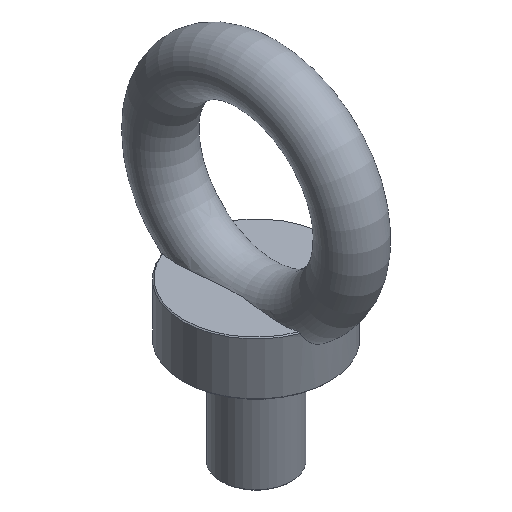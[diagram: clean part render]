
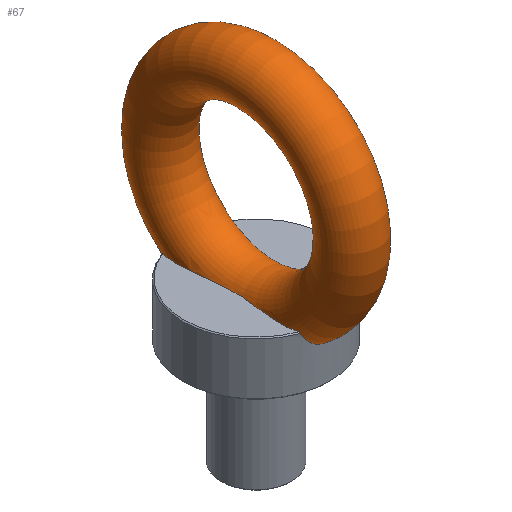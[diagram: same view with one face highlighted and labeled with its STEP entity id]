
A CAD part, isometric view. The second image highlights one B-rep face of the part: STEP entity #67.
In plain terms, the highlighted toroidal (fillet/blend) face has major radius 49 mm and minor radius 14 mm.
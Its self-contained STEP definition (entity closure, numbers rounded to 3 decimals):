
#42=TOROIDAL_SURFACE('',#197,49.,14.);
#56=FACE_OUTER_BOUND('',#103,.T.);
#67=ADVANCED_FACE('',(#56),#42,.T.);
#70=B_SPLINE_CURVE_WITH_KNOTS('',3,(#243,#244,#245,#246,#247,#248,#249,
#250,#251,#252),.UNSPECIFIED.,.F.,.F.,(4,2,2,2,4),(0.,0.25,0.5,0.75,1.),
 .UNSPECIFIED.);
#71=B_SPLINE_CURVE_WITH_KNOTS('',3,(#257,#258,#259,#260,#261,#262,#263,
#264,#265,#266),.UNSPECIFIED.,.F.,.F.,(4,2,2,2,4),(0.,0.25,0.5,0.75,1.),
 .UNSPECIFIED.);
#72=B_SPLINE_CURVE_WITH_KNOTS('',3,(#273,#274,#275,#276,#277,#278,#279,
#280,#281,#282,#283,#284),.UNSPECIFIED.,.F.,.F.,(4,2,2,2,2,4),(0.,0.25,
0.5,0.75,0.875,1.),.UNSPECIFIED.);
#73=B_SPLINE_CURVE_WITH_KNOTS('',3,(#289,#290,#291,#292,#293,#294,#295,
#296,#297,#298,#299,#300,#301,#302,#303,#304,#305,#306),.UNSPECIFIED.,.F.,
 .F.,(4,2,2,2,2,2,2,2,4),(0.,0.125,0.25,0.375,0.438,0.5,0.75,0.875,1.),
 .UNSPECIFIED.);
#74=B_SPLINE_CURVE_WITH_KNOTS('',3,(#308,#309,#310,#311),.UNSPECIFIED.,
 .F.,.F.,(4,4),(0.,1.),.UNSPECIFIED.);
#75=B_SPLINE_CURVE_WITH_KNOTS('',3,(#312,#313,#314,#315),.UNSPECIFIED.,
 .F.,.F.,(4,4),(0.,1.),.UNSPECIFIED.);
#76=B_SPLINE_CURVE_WITH_KNOTS('',3,(#317,#318,#319,#320),.UNSPECIFIED.,
 .F.,.F.,(4,4),(0.,1.),.UNSPECIFIED.);
#77=B_SPLINE_CURVE_WITH_KNOTS('',3,(#321,#322,#323,#324),.UNSPECIFIED.,
 .F.,.F.,(4,4),(0.,1.),.UNSPECIFIED.);
#103=EDGE_LOOP('',(#130,#131,#132,#133,#134,#135,#136,#137));
#130=ORIENTED_EDGE('',*,*,#152,.T.);
#131=ORIENTED_EDGE('',*,*,#163,.T.);
#132=ORIENTED_EDGE('',*,*,#159,.F.);
#133=ORIENTED_EDGE('',*,*,#162,.T.);
#134=ORIENTED_EDGE('',*,*,#154,.T.);
#135=ORIENTED_EDGE('',*,*,#161,.T.);
#136=ORIENTED_EDGE('',*,*,#157,.F.);
#137=ORIENTED_EDGE('',*,*,#160,.T.);
#139=VERTEX_POINT('',#253);
#140=VERTEX_POINT('',#254);
#141=VERTEX_POINT('',#256);
#142=VERTEX_POINT('',#267);
#143=VERTEX_POINT('',#271);
#144=VERTEX_POINT('',#272);
#145=VERTEX_POINT('',#287);
#146=VERTEX_POINT('',#288);
#152=EDGE_CURVE('',#139,#140,#70,.T.);
#154=EDGE_CURVE('',#142,#141,#71,.T.);
#157=EDGE_CURVE('',#144,#143,#72,.T.);
#159=EDGE_CURVE('',#146,#145,#73,.T.);
#160=EDGE_CURVE('',#144,#139,#74,.T.);
#161=EDGE_CURVE('',#141,#143,#75,.T.);
#162=EDGE_CURVE('',#146,#142,#76,.T.);
#163=EDGE_CURVE('',#140,#145,#77,.T.);
#197=AXIS2_PLACEMENT_3D('',#339,#238,#239);
#238=DIRECTION('',(1.,0.,0.));
#239=DIRECTION('',(0.,0.,-1.));
#243=CARTESIAN_POINT('',(12.719,35.277,27.));
#244=CARTESIAN_POINT('',(11.709,35.641,24.438));
#245=CARTESIAN_POINT('',(10.008,36.212,22.223));
#246=CARTESIAN_POINT('',(5.521,37.162,19.188));
#247=CARTESIAN_POINT('',(2.753,37.499,18.378));
#248=CARTESIAN_POINT('',(-2.735,37.501,18.375));
#249=CARTESIAN_POINT('',(-5.51,37.164,19.185));
#250=CARTESIAN_POINT('',(-9.991,36.217,22.207));
#251=CARTESIAN_POINT('',(-11.709,35.641,24.436));
#252=CARTESIAN_POINT('',(-12.719,35.277,27.));
#253=CARTESIAN_POINT('',(12.719,35.277,27.));
#254=CARTESIAN_POINT('',(-12.719,35.277,27.));
#256=CARTESIAN_POINT('',(12.719,-35.277,27.));
#257=CARTESIAN_POINT('',(-12.719,-35.277,27.));
#258=CARTESIAN_POINT('',(-11.709,-35.641,24.438));
#259=CARTESIAN_POINT('',(-10.008,-36.212,22.223));
#260=CARTESIAN_POINT('',(-5.521,-37.162,19.188));
#261=CARTESIAN_POINT('',(-2.753,-37.499,18.378));
#262=CARTESIAN_POINT('',(2.735,-37.501,18.375));
#263=CARTESIAN_POINT('',(5.51,-37.164,19.185));
#264=CARTESIAN_POINT('',(9.991,-36.217,22.207));
#265=CARTESIAN_POINT('',(11.709,-35.641,24.436));
#266=CARTESIAN_POINT('',(12.719,-35.277,27.));
#267=CARTESIAN_POINT('',(-12.719,-35.277,27.));
#271=CARTESIAN_POINT('',(13.06,-34.618,27.5));
#272=CARTESIAN_POINT('',(13.06,34.618,27.5));
#273=CARTESIAN_POINT('',(13.06,34.618,27.5));
#274=CARTESIAN_POINT('',(14.448,29.008,27.5));
#275=CARTESIAN_POINT('',(14.083,23.202,27.5));
#276=CARTESIAN_POINT('',(12.766,11.737,27.5));
#277=CARTESIAN_POINT('',(11.844,6.021,27.5));
#278=CARTESIAN_POINT('',(11.8,-5.525,27.5));
#279=CARTESIAN_POINT('',(12.708,-11.338,27.5));
#280=CARTESIAN_POINT('',(13.724,-20.031,27.5));
#281=CARTESIAN_POINT('',(13.987,-22.933,27.5));
#282=CARTESIAN_POINT('',(14.012,-28.758,27.5));
#283=CARTESIAN_POINT('',(13.778,-31.715,27.5));
#284=CARTESIAN_POINT('',(13.06,-34.618,27.5));
#287=CARTESIAN_POINT('',(-13.06,34.618,27.5));
#288=CARTESIAN_POINT('',(-13.06,-34.618,27.5));
#289=CARTESIAN_POINT('',(-13.06,-34.618,27.5));
#290=CARTESIAN_POINT('',(-13.766,-31.766,27.5));
#291=CARTESIAN_POINT('',(-14.012,-28.784,27.5));
#292=CARTESIAN_POINT('',(-13.987,-22.895,27.5));
#293=CARTESIAN_POINT('',(-13.718,-19.959,27.5));
#294=CARTESIAN_POINT('',(-13.028,-14.093,27.5));
#295=CARTESIAN_POINT('',(-12.608,-11.167,27.5));
#296=CARTESIAN_POINT('',(-12.142,-6.763,27.5));
#297=CARTESIAN_POINT('',(-12.014,-5.292,27.5));
#298=CARTESIAN_POINT('',(-11.848,-2.343,27.5));
#299=CARTESIAN_POINT('',(-11.811,-0.831,27.5));
#300=CARTESIAN_POINT('',(-11.876,6.303,27.5));
#301=CARTESIAN_POINT('',(-12.795,11.944,27.5));
#302=CARTESIAN_POINT('',(-13.763,20.437,27.5));
#303=CARTESIAN_POINT('',(-14.004,23.274,27.5));
#304=CARTESIAN_POINT('',(-13.995,28.986,27.5));
#305=CARTESIAN_POINT('',(-13.745,31.848,27.5));
#306=CARTESIAN_POINT('',(-13.06,34.618,27.5));
#308=CARTESIAN_POINT('',(13.06,34.618,27.5));
#309=CARTESIAN_POINT('',(12.955,34.84,27.33));
#310=CARTESIAN_POINT('',(12.841,35.059,27.163));
#311=CARTESIAN_POINT('',(12.719,35.277,27.));
#312=CARTESIAN_POINT('',(12.719,-35.277,27.));
#313=CARTESIAN_POINT('',(12.841,-35.059,27.163));
#314=CARTESIAN_POINT('',(12.955,-34.84,27.33));
#315=CARTESIAN_POINT('',(13.06,-34.618,27.5));
#317=CARTESIAN_POINT('',(-13.06,-34.618,27.5));
#318=CARTESIAN_POINT('',(-12.955,-34.84,27.33));
#319=CARTESIAN_POINT('',(-12.841,-35.059,27.163));
#320=CARTESIAN_POINT('',(-12.719,-35.277,27.));
#321=CARTESIAN_POINT('',(-12.719,35.277,27.));
#322=CARTESIAN_POINT('',(-12.841,35.059,27.163));
#323=CARTESIAN_POINT('',(-12.955,34.84,27.33));
#324=CARTESIAN_POINT('',(-13.06,34.618,27.5));
#339=CARTESIAN_POINT('',(0.,0.,69.));
